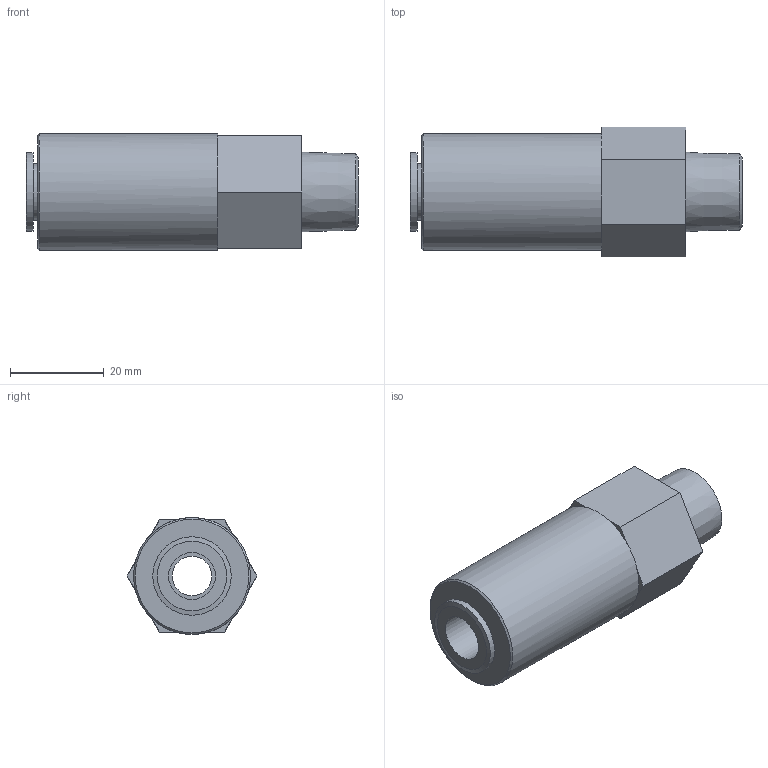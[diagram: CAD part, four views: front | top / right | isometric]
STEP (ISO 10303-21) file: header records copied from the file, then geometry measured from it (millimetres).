
FILE_DESCRIPTION(/* description */ ('STEP AP214'),/* implementation_level */ '2;1');
FILE_NAME(/* name */ '153457_HB-3_8-QS-10',/* time_stamp */ '2024-08-26T14:22:27+02:00',/* author */ ('License CC BY-ND 4.0'),/* organization */ ('CADENAS'),/* preprocessor_version */ 'ST-DEVELOPER v19.3',/* originating_system */ 'PARTsolutions',/* authorisation */ ' ');
FILE_SCHEMA (('AUTOMOTIVE_DESIGN {1 0 10303 214 3 1 1}'));
Length unit declared in the file: millimetre
Products named in the file (1): 153457 HB-3/8-QS-10
Bounding box: 71 x 27.71 x 25 mm (x, y, z)
Volume: 26425.9 mm3; surface area: 8326.2 mm2
Topology: 1 solids, 1 shells, 33 faces, 66 edges, 39 vertices
Faces by surface type: plane 24, cylinder 5, cone 4
Full cylindrical faces by diameter (mm): 8.5 x1, 10 x1, 12 x1, 16.8 x1, 25 x1
Entity records: 826 total; most frequent: DIRECTION 150, CARTESIAN_POINT 128, ORIENTED_EDGE 112, AXIS2_PLACEMENT_3D 60, EDGE_CURVE 56, EDGE_LOOP 48, FACE_BOUND 48, VERTEX_POINT 38
